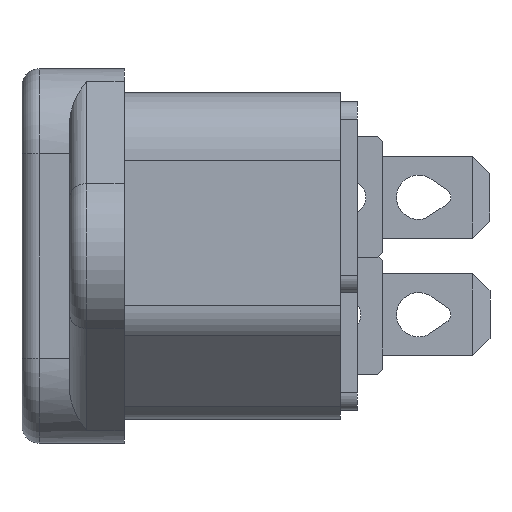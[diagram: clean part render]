
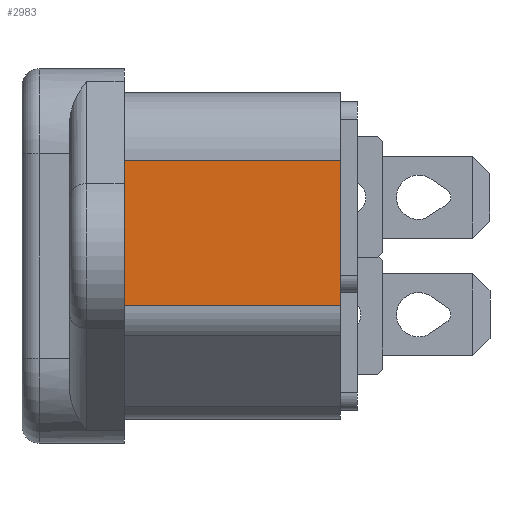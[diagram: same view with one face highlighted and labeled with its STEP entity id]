
A CAD part, left-side view. The second image highlights one B-rep face of the part: STEP entity #2983.
In plain terms, the highlighted planar face has unit normal (-1, 0, 0).
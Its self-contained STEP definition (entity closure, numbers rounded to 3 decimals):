
#66 = AXIS2_PLACEMENT_3D ( 'NONE', #2314, #5800, #2810 ) ;
#102 = ORIENTED_EDGE ( 'NONE', *, *, #3423, .T. ) ;
#156 = VECTOR ( 'NONE', #5772, 1000. ) ;
#487 = CARTESIAN_POINT ( 'NONE',  ( -13.5, -18.7, -2.933 ) ) ;
#717 = DIRECTION ( 'NONE',  ( 0., 0., -1. ) ) ;
#766 = LINE ( 'NONE', #1681, #3266 ) ;
#781 = VERTEX_POINT ( 'NONE', #3320 ) ;
#1235 = VERTEX_POINT ( 'NONE', #4437 ) ;
#1319 = PLANE ( 'NONE',  #66 ) ;
#1368 = VECTOR ( 'NONE', #5035, 1000. ) ;
#1374 = EDGE_CURVE ( 'NONE', #4475, #1235, #5337, .T. ) ;
#1681 = CARTESIAN_POINT ( 'NONE',  ( -13.5, -18.7, 5.6 ) ) ;
#1754 = CARTESIAN_POINT ( 'NONE',  ( -13.5, -18.7, 5.6 ) ) ;
#2085 = FACE_OUTER_BOUND ( 'NONE', #2501, .T. ) ;
#2306 = VERTEX_POINT ( 'NONE', #1754 ) ;
#2314 = CARTESIAN_POINT ( 'NONE',  ( -13.5, -18.7, 5.6 ) ) ;
#2501 = EDGE_LOOP ( 'NONE', ( #2843, #2796, #5760, #102 ) ) ;
#2796 = ORIENTED_EDGE ( 'NONE', *, *, #1374, .F. ) ;
#2810 = DIRECTION ( 'NONE',  ( 0., 0., -1. ) ) ;
#2843 = ORIENTED_EDGE ( 'NONE', *, *, #5943, .T. ) ;
#2983 = ADVANCED_FACE ( 'NONE', ( #2085 ), #1319, .F. ) ;
#3266 = VECTOR ( 'NONE', #3664, 1000. ) ;
#3320 = CARTESIAN_POINT ( 'NONE',  ( -13.5, -6., 5.6 ) ) ;
#3423 = EDGE_CURVE ( 'NONE', #2306, #781, #766, .T. ) ;
#3659 = EDGE_CURVE ( 'NONE', #2306, #4475, #4334, .T. ) ;
#3664 = DIRECTION ( 'NONE',  ( 0., 1., 0. ) ) ;
#3699 = CARTESIAN_POINT ( 'NONE',  ( -13.5, -18.7, 5.6 ) ) ;
#4149 = LINE ( 'NONE', #5270, #156 ) ;
#4334 = LINE ( 'NONE', #3699, #5495 ) ;
#4437 = CARTESIAN_POINT ( 'NONE',  ( -13.5, -6., -2.933 ) ) ;
#4475 = VERTEX_POINT ( 'NONE', #487 ) ;
#4548 = CARTESIAN_POINT ( 'NONE',  ( -13.5, -18.7, -2.933 ) ) ;
#5035 = DIRECTION ( 'NONE',  ( 0., 1., 0. ) ) ;
#5270 = CARTESIAN_POINT ( 'NONE',  ( -13.5, -6., 5.6 ) ) ;
#5337 = LINE ( 'NONE', #4548, #1368 ) ;
#5495 = VECTOR ( 'NONE', #717, 1000. ) ;
#5760 = ORIENTED_EDGE ( 'NONE', *, *, #3659, .F. ) ;
#5772 = DIRECTION ( 'NONE',  ( 0., 0., -1. ) ) ;
#5800 = DIRECTION ( 'NONE',  ( 1., 0., 0. ) ) ;
#5943 = EDGE_CURVE ( 'NONE', #781, #1235, #4149, .T. ) ;
